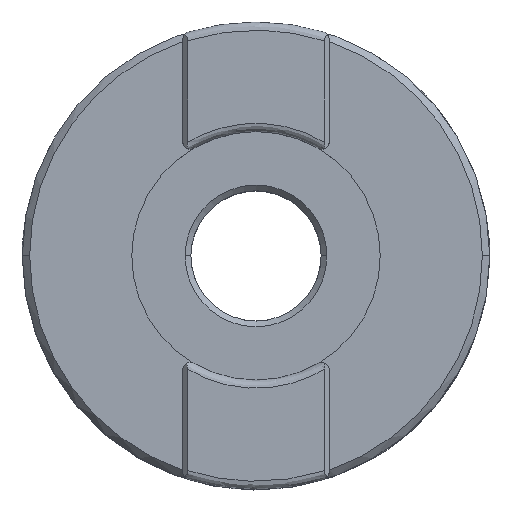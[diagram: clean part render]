
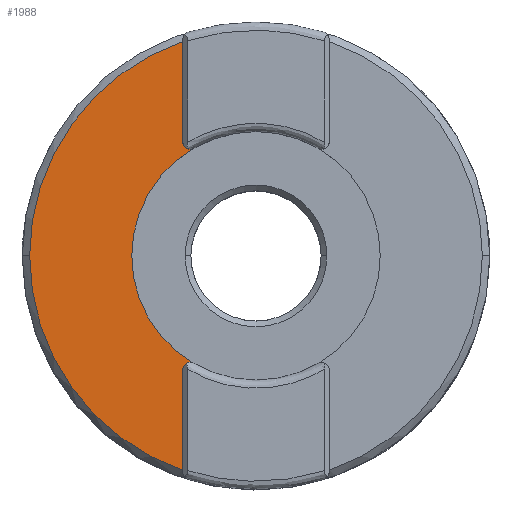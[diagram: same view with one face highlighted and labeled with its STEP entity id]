
A CAD part, top view. The second image highlights one B-rep face of the part: STEP entity #1988.
In plain terms, the highlighted planar face has unit normal (0, 0, 1).
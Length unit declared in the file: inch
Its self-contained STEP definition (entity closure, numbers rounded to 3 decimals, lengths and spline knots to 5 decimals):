
#74 = VERTEX_POINT ( 'NONE', #862 ) ;
#192 = DIRECTION ( 'NONE',  ( 0., 0., -1. ) ) ;
#242 = DIRECTION ( 'NONE',  ( -1., 0., 0. ) ) ;
#315 = ORIENTED_EDGE ( 'NONE', *, *, #2520, .F. ) ;
#468 = VERTEX_POINT ( 'NONE', #838 ) ;
#493 = ORIENTED_EDGE ( 'NONE', *, *, #1037, .F. ) ;
#594 = PLANE ( 'NONE',  #3223 ) ;
#615 = ORIENTED_EDGE ( 'NONE', *, *, #1157, .T. ) ;
#635 = CARTESIAN_POINT ( 'NONE',  ( -0.35098, -0.54746, 1.05906 ) ) ;
#654 = AXIS2_PLACEMENT_3D ( 'NONE', #1111, #192, #1367 ) ;
#731 = VECTOR ( 'NONE', #3563, 39.37008 ) ;
#747 = ORIENTED_EDGE ( 'NONE', *, *, #3579, .T. ) ;
#786 = CARTESIAN_POINT ( 'NONE',  ( -0.31555, -0.54746, 1.05906 ) ) ;
#838 = CARTESIAN_POINT ( 'NONE',  ( -0.35098, -1.02837, 1.05906 ) ) ;
#862 = CARTESIAN_POINT ( 'NONE',  ( -0.29786, 0.51676, 1.05906 ) ) ;
#898 = FACE_OUTER_BOUND ( 'NONE', #3085, .T. ) ;
#921 = CIRCLE ( 'NONE', #1701, 0.59646 ) ;
#975 = ORIENTED_EDGE ( 'NONE', *, *, #2566, .T. ) ;
#1007 = CARTESIAN_POINT ( 'NONE',  ( -0.59646, 0., 1.05906 ) ) ;
#1037 = EDGE_CURVE ( 'NONE', #468, #1740, #2814, .T. ) ;
#1084 = CIRCLE ( 'NONE', #1564, 0.59646 ) ;
#1106 = CARTESIAN_POINT ( 'NONE',  ( 0., 0., 1.05906 ) ) ;
#1111 = CARTESIAN_POINT ( 'NONE',  ( 0., 0., 1.05906 ) ) ;
#1118 = DIRECTION ( 'NONE',  ( 0., 1., 0. ) ) ;
#1157 = EDGE_CURVE ( 'NONE', #2380, #2766, #1760, .T. ) ;
#1182 = DIRECTION ( 'NONE',  ( 0., 0., 1. ) ) ;
#1194 = CARTESIAN_POINT ( 'NONE',  ( -0.35098, 0., 1.05906 ) ) ;
#1196 = CIRCLE ( 'NONE', #2427, 0.03543 ) ;
#1245 = ORIENTED_EDGE ( 'NONE', *, *, #2162, .T. ) ;
#1267 = VERTEX_POINT ( 'NONE', #1007 ) ;
#1307 = EDGE_CURVE ( 'NONE', #1267, #74, #1084, .T. ) ;
#1367 = DIRECTION ( 'NONE',  ( -1., 0., 0. ) ) ;
#1405 = DIRECTION ( 'NONE',  ( 1., 0., 0. ) ) ;
#1473 = DIRECTION ( 'NONE',  ( 0., 0., -1. ) ) ;
#1564 = AXIS2_PLACEMENT_3D ( 'NONE', #3638, #3108, #1631 ) ;
#1590 = AXIS2_PLACEMENT_3D ( 'NONE', #786, #1638, #1405 ) ;
#1631 = DIRECTION ( 'NONE',  ( 1., 0., 0. ) ) ;
#1638 = DIRECTION ( 'NONE',  ( 0., 0., -1. ) ) ;
#1701 = AXIS2_PLACEMENT_3D ( 'NONE', #2459, #3359, #2776 ) ;
#1716 = CARTESIAN_POINT ( 'NONE',  ( -0.29786, -0.51676, 1.05906 ) ) ;
#1740 = VERTEX_POINT ( 'NONE', #2890 ) ;
#1760 = LINE ( 'NONE', #1194, #2378 ) ;
#1819 = VERTEX_POINT ( 'NONE', #1716 ) ;
#1826 = CARTESIAN_POINT ( 'NONE',  ( -0.35098, 1.02837, 1.05906 ) ) ;
#1988 = ADVANCED_FACE ( 'NONE', ( #898 ), #594, .T. ) ;
#2050 = CARTESIAN_POINT ( 'NONE',  ( -0.35098, 0.54746, 1.05906 ) ) ;
#2132 = DIRECTION ( 'NONE',  ( 1., 0., 0. ) ) ;
#2162 = EDGE_CURVE ( 'NONE', #74, #2380, #1196, .T. ) ;
#2221 = VERTEX_POINT ( 'NONE', #635 ) ;
#2244 = ORIENTED_EDGE ( 'NONE', *, *, #1307, .T. ) ;
#2249 = CARTESIAN_POINT ( 'NONE',  ( 0., 0., 1.05906 ) ) ;
#2311 = CIRCLE ( 'NONE', #654, 1.08661 ) ;
#2378 = VECTOR ( 'NONE', #1118, 39.37008 ) ;
#2380 = VERTEX_POINT ( 'NONE', #2050 ) ;
#2427 = AXIS2_PLACEMENT_3D ( 'NONE', #3569, #1473, #2132 ) ;
#2459 = CARTESIAN_POINT ( 'NONE',  ( 0., 0., 1.05906 ) ) ;
#2520 = EDGE_CURVE ( 'NONE', #1740, #2766, #2311, .T. ) ;
#2566 = EDGE_CURVE ( 'NONE', #2221, #1819, #3602, .T. ) ;
#2667 = LINE ( 'NONE', #3004, #731 ) ;
#2711 = ORIENTED_EDGE ( 'NONE', *, *, #3651, .T. ) ;
#2766 = VERTEX_POINT ( 'NONE', #1826 ) ;
#2776 = DIRECTION ( 'NONE',  ( 1., 0., 0. ) ) ;
#2814 = CIRCLE ( 'NONE', #2933, 1.08661 ) ;
#2890 = CARTESIAN_POINT ( 'NONE',  ( -1.08661, 0., 1.05906 ) ) ;
#2933 = AXIS2_PLACEMENT_3D ( 'NONE', #2249, #3715, #242 ) ;
#3004 = CARTESIAN_POINT ( 'NONE',  ( -0.35098, 0., 1.05906 ) ) ;
#3085 = EDGE_LOOP ( 'NONE', ( #493, #2711, #975, #747, #2244, #1245, #615, #315 ) ) ;
#3108 = DIRECTION ( 'NONE',  ( 0., 0., -1. ) ) ;
#3223 = AXIS2_PLACEMENT_3D ( 'NONE', #1106, #1182, #3240 ) ;
#3240 = DIRECTION ( 'NONE',  ( 1., 0., 0. ) ) ;
#3359 = DIRECTION ( 'NONE',  ( 0., 0., -1. ) ) ;
#3563 = DIRECTION ( 'NONE',  ( 0., 1., 0. ) ) ;
#3569 = CARTESIAN_POINT ( 'NONE',  ( -0.31555, 0.54746, 1.05906 ) ) ;
#3579 = EDGE_CURVE ( 'NONE', #1819, #1267, #921, .T. ) ;
#3602 = CIRCLE ( 'NONE', #1590, 0.03543 ) ;
#3638 = CARTESIAN_POINT ( 'NONE',  ( 0., 0., 1.05906 ) ) ;
#3651 = EDGE_CURVE ( 'NONE', #468, #2221, #2667, .T. ) ;
#3715 = DIRECTION ( 'NONE',  ( 0., 0., -1. ) ) ;
